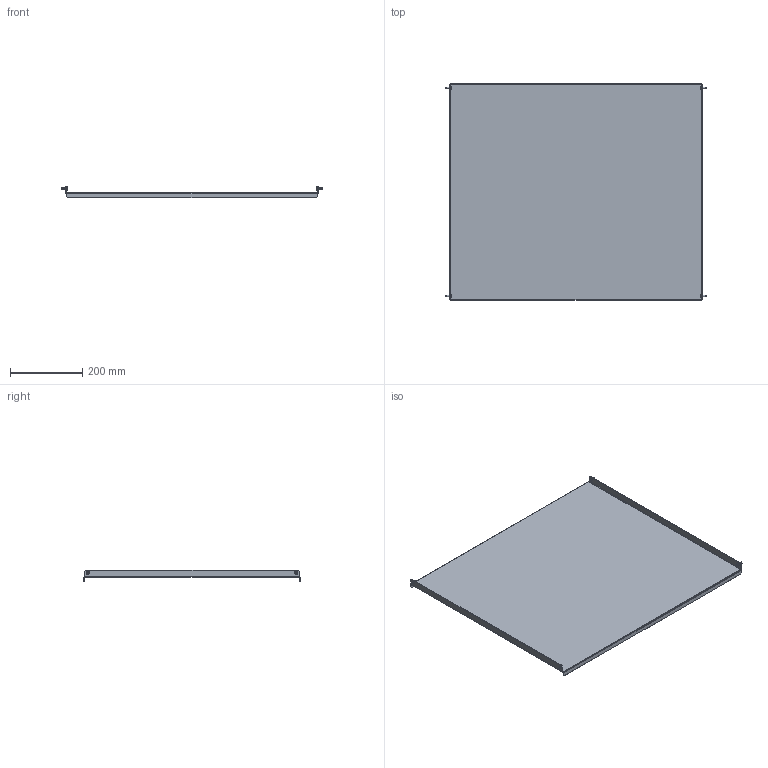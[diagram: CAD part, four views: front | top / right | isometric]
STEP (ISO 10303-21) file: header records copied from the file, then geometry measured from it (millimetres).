
FILE_DESCRIPTION (( 'STEP AP203' ), '1' );
FILE_NAME ('MA1.700.080006.01.00 Ìîíòàæíàÿ ïàíåëü Â600 Ø800 ãëóõàÿ EKF AleSta-MP6M800.STEP', '2024-06-05T17:35:03', ( '' ), ( '' ), 'SwSTEP 2.0', 'SolidWorks 2021', '' );
FILE_SCHEMA (( 'CONFIG_CONTROL_DESIGN' ));
Length unit declared in the file: millimetre
Products named in the file (3): MA1.700.080006.01.00 Ìîíòàæíàÿ ïàíåëü Â600 Ø800 ãëóõàÿ EKF AleSta-MP6M800; Âèíò_ðåçüáîâûäàâëèâàþùèé_Ì5õ12_DIN 7500E_Œ5å12; MA1.700.060003.01.01 Ìîíòàæíàÿ ïàíåëü Â300 Ø600 ãëóõàÿ EKF AleSta_ ˜=800
Assembly tree (5 placements, depth 2):
  MA1.700.080006.01.00 Ìîíòàæíàÿ ïàíåëü Â600 Ø800 ãëóõàÿ EKF AleSta-MP6M800
    MA1.700.060003.01.01 Ìîíòàæíàÿ ïàíåëü Â300 Ø600 ãëóõàÿ EKF AleSta_ ˜=800
    Âèíò_ðåçüáîâûäàâëèâàþùèé_Ì5õ12_DIN 7500E_Œ5å12  x4
Bounding box: 719 x 598 x 32.5 mm (x, y, z)
Volume: 683434 mm3; surface area: 915131.7 mm2
Topology: 5 solids, 5 shells, 118 faces, 260 edges, 160 vertices
Faces by surface type: plane 78, cylinder 32, cone 8
Entity records: 2329 total; most frequent: DIRECTION 356, CARTESIAN_POINT 330, ORIENTED_EDGE 316, EDGE_CURVE 158, AXIS2_PLACEMENT_3D 120, VECTOR 116, LINE 116, VERTEX_POINT 94
